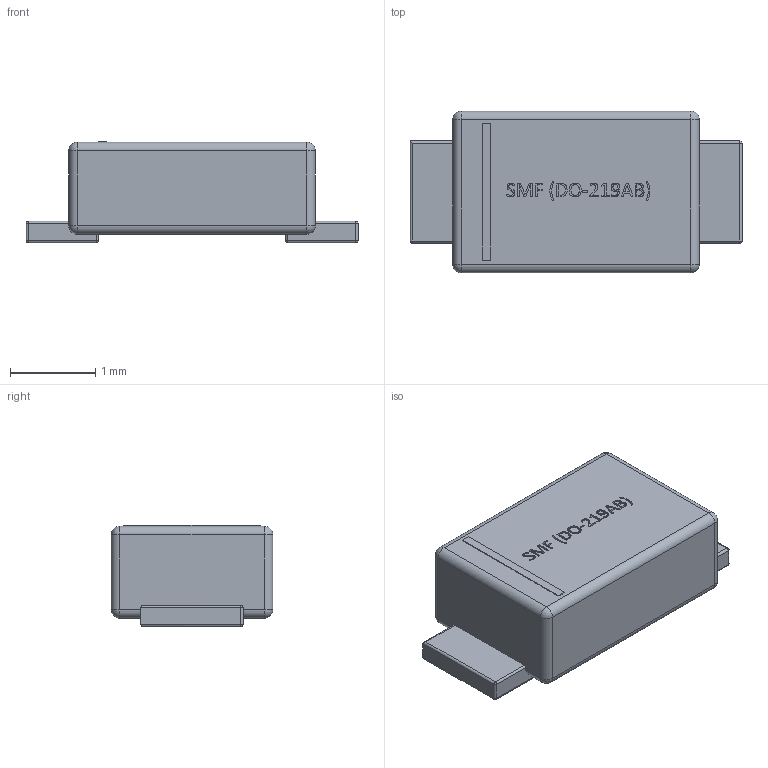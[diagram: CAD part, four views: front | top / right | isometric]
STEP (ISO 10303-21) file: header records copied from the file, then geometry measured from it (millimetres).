
FILE_DESCRIPTION(/* description */ (''),/* implementation_level */ '2;1');
FILE_NAME(/* name */ 'SMF(DO-219).step',/* time_stamp */ '2020-03-05T18:25:26+01:00',/* author */ (''),/* organization */ (''),/* preprocessor_version */ 'ST-DEVELOPER v18',/* originating_system */ 'Autodesk Translation Framework v8.12.0.6',/* authorisation */ '');
FILE_SCHEMA (('AUTOMOTIVE_DESIGN { 1 0 10303 214 3 1 1 }'));
Length unit declared in the file: millimetre
Products named in the file (1): SMF(DO-219)
Bounding box: 3.9 x 1.9 x 1.19 mm (x, y, z)
Volume: 6.4 mm3; surface area: 26.9 mm2
Topology: 4 solids, 4 shells, 592 faces, 1627 edges, 1062 vertices
Faces by surface type: bspline 437, plane 98, cylinder 35, sphere 22
Entity records: 22796 total; most frequent: CARTESIAN_POINT 10711, ORIENTED_EDGE 3254, EDGE_CURVE 1627, DIRECTION 1133, VERTEX_POINT 1062, B_SPLINE_CURVE_WITH_KNOTS 874, LINE 685, VECTOR 685
